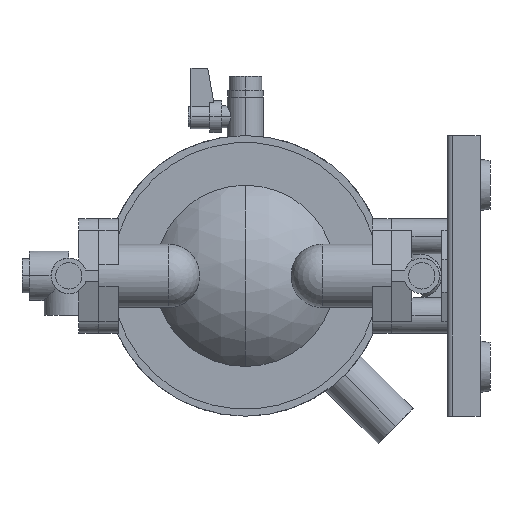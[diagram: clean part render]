
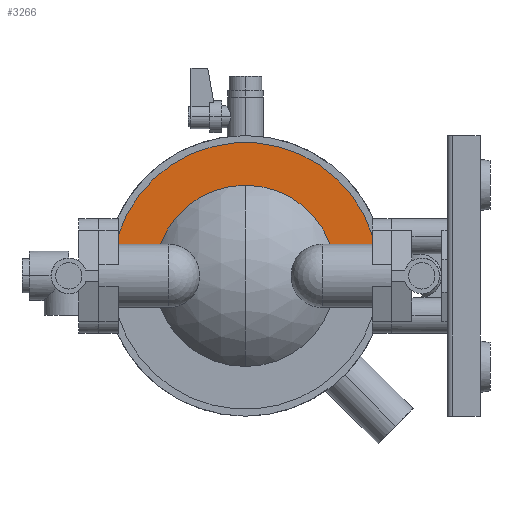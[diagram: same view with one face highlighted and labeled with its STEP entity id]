
A CAD part, left-side view. The second image highlights one B-rep face of the part: STEP entity #3266.
In plain terms, the highlighted planar face has unit normal (-1, 0, 0).
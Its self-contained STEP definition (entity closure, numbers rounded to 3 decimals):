
#1200 = VERTEX_POINT ( 'NONE', #12840 ) ;
#1202 = EDGE_CURVE ( 'NONE', #1200, #1203, #12839, .T. ) ;
#1203 = VERTEX_POINT ( 'NONE', #12834 ) ;
#2676 = EDGE_CURVE ( 'NONE', #2777, #1200, #5088, .T. ) ;
#2777 = VERTEX_POINT ( 'NONE', #11194 ) ;
#3015 = VERTEX_POINT ( 'NONE', #8394 ) ;
#3061 = ORIENTED_EDGE ( 'NONE', *, *, #3062, .T. ) ;
#3062 = EDGE_CURVE ( 'NONE', #3276, #3063, #8751, .T. ) ;
#3063 = VERTEX_POINT ( 'NONE', #5159 ) ;
#3064 = ORIENTED_EDGE ( 'NONE', *, *, #3065, .F. ) ;
#3065 = EDGE_CURVE ( 'NONE', #3270, #3063, #5152, .T. ) ;
#3241 = EDGE_CURVE ( 'NONE', #2777, #3015, #8985, .T. ) ;
#3266 = ADVANCED_FACE ( 'NONE', ( #8999 ), #8998, .F. ) ;
#3267 = EDGE_LOOP ( 'NONE', ( #3268, #3271, #3272, #3273, #3274, #3061, #3064 ) ) ;
#3268 = ORIENTED_EDGE ( 'NONE', *, *, #3269, .F. ) ;
#3269 = EDGE_CURVE ( 'NONE', #1203, #3270, #8993, .T. ) ;
#3270 = VERTEX_POINT ( 'NONE', #8989 ) ;
#3271 = ORIENTED_EDGE ( 'NONE', *, *, #1202, .F. ) ;
#3272 = ORIENTED_EDGE ( 'NONE', *, *, #2676, .F. ) ;
#3273 = ORIENTED_EDGE ( 'NONE', *, *, #3241, .T. ) ;
#3274 = ORIENTED_EDGE ( 'NONE', *, *, #3275, .T. ) ;
#3275 = EDGE_CURVE ( 'NONE', #3015, #3276, #9517, .T. ) ;
#3276 = VERTEX_POINT ( 'NONE', #5207 ) ;
#5069 = DIRECTION ( 'NONE',  ( 0., -1., 0. ) ) ;
#5070 = DIRECTION ( 'NONE',  ( -1., 0., 0. ) ) ;
#5076 = CARTESIAN_POINT ( 'NONE',  ( -98.85, 3.132, 0. ) ) ;
#5087 = AXIS2_PLACEMENT_3D ( 'NONE', #5076, #5070, #5069 ) ;
#5088 = CIRCLE ( 'NONE', #5087, 45.861 ) ;
#5149 = DIRECTION ( 'NONE',  ( 0., 0., 1. ) ) ;
#5150 = VECTOR ( 'NONE', #5149, 1000. ) ;
#5151 = CARTESIAN_POINT ( 'NONE',  ( -98.85, 67.432, 67.5 ) ) ;
#5152 = LINE ( 'NONE', #5151, #5150 ) ;
#5159 = CARTESIAN_POINT ( 'NONE',  ( -98.85, 67.432, 20.537 ) ) ;
#5207 = CARTESIAN_POINT ( 'NONE',  ( -98.85, -61.168, 20.537 ) ) ;
#8394 = CARTESIAN_POINT ( 'NONE',  ( -98.85, -61.168, 16. ) ) ;
#8747 = DIRECTION ( 'NONE',  ( 0., -1., 0. ) ) ;
#8748 = DIRECTION ( 'NONE',  ( -1., 0., 0. ) ) ;
#8749 = CARTESIAN_POINT ( 'NONE',  ( -98.85, 3.132, 0. ) ) ;
#8750 = AXIS2_PLACEMENT_3D ( 'NONE', #8749, #8748, #8747 ) ;
#8751 = CIRCLE ( 'NONE', #8750, 67.5 ) ;
#8936 = CARTESIAN_POINT ( 'NONE',  ( -98.85, -61.168, 67.5 ) ) ;
#8982 = DIRECTION ( 'NONE',  ( 0., -1., 0. ) ) ;
#8983 = VECTOR ( 'NONE', #8982, 1000. ) ;
#8984 = CARTESIAN_POINT ( 'NONE',  ( -98.85, 3.132, 16. ) ) ;
#8985 = LINE ( 'NONE', #8984, #8983 ) ;
#8989 = CARTESIAN_POINT ( 'NONE',  ( -98.85, 67.432, 16. ) ) ;
#8990 = DIRECTION ( 'NONE',  ( 0., 1., 0. ) ) ;
#8991 = VECTOR ( 'NONE', #8990, 1000. ) ;
#8992 = CARTESIAN_POINT ( 'NONE',  ( -98.85, 3.132, 16. ) ) ;
#8993 = LINE ( 'NONE', #8992, #8991 ) ;
#8994 = DIRECTION ( 'NONE',  ( 0., 1., 0. ) ) ;
#8995 = DIRECTION ( 'NONE',  ( 1., 0., 0. ) ) ;
#8996 = CARTESIAN_POINT ( 'NONE',  ( -98.85, 3.132, 67.5 ) ) ;
#8997 = AXIS2_PLACEMENT_3D ( 'NONE', #8996, #8995, #8994 ) ;
#8998 = PLANE ( 'NONE',  #8997 ) ;
#8999 = FACE_OUTER_BOUND ( 'NONE', #3267, .T. ) ;
#9517 = LINE ( 'NONE', #8936, #12229 ) ;
#11077 = DIRECTION ( 'NONE',  ( 0., 0., 1. ) ) ;
#11194 = CARTESIAN_POINT ( 'NONE',  ( -98.85, -39.847, 16. ) ) ;
#12229 = VECTOR ( 'NONE', #11077, 1000. ) ;
#12834 = CARTESIAN_POINT ( 'NONE',  ( -98.85, 46.112, 16. ) ) ;
#12835 = DIRECTION ( 'NONE',  ( 0., -1., 0. ) ) ;
#12836 = DIRECTION ( 'NONE',  ( -1., 0., 0. ) ) ;
#12837 = CARTESIAN_POINT ( 'NONE',  ( -98.85, 3.132, 0. ) ) ;
#12838 = AXIS2_PLACEMENT_3D ( 'NONE', #12837, #12836, #12835 ) ;
#12839 = CIRCLE ( 'NONE', #12838, 45.861 ) ;
#12840 = CARTESIAN_POINT ( 'NONE',  ( -98.85, 3.132, 45.861 ) ) ;
